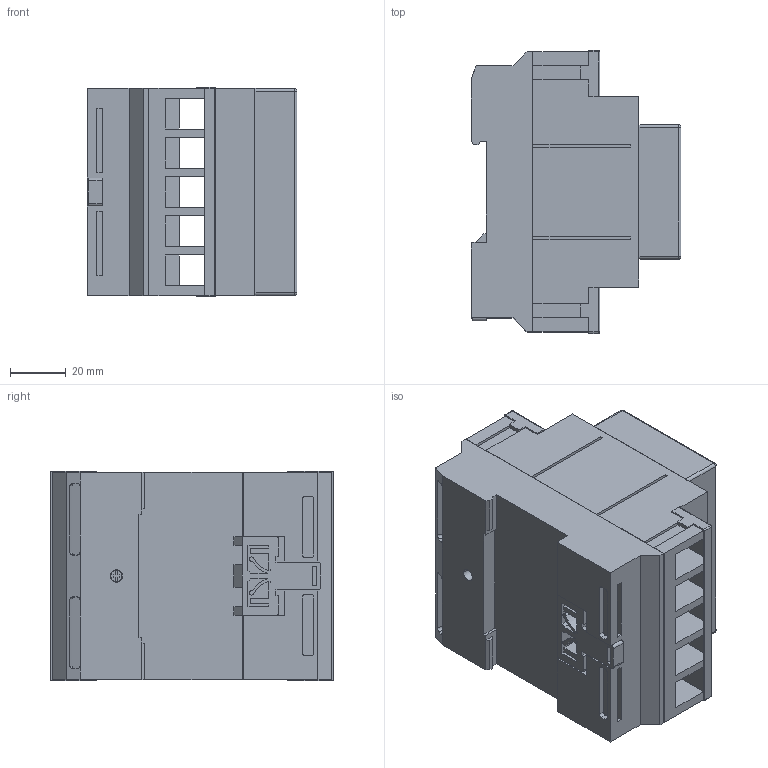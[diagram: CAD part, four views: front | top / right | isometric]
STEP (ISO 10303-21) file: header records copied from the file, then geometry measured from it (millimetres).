
FILE_DESCRIPTION (( 'STEP AP203' ), '1' );
FILE_NAME ('Òàéìåð ýëåêòðîííûé ÒÝ-02 EKF PROxima.STEP', '2016-11-25T12:09:49', ( '' ), ( '' ), 'SwSTEP 2.0', 'SolidWorks 2014', '' );
FILE_SCHEMA (( 'CONFIG_CONTROL_DESIGN' ));
Length unit declared in the file: millimetre
Products named in the file (7): 砯-02; çàìîê3; 嚦樏鋋; çàùèòíûé ýêðàí; øëÿïêà âèíòà(01); øëÿïêà âèíòà(00); Òàéìåð ýëåêòðîííûé ÒÝ-02 EKF PROxima
Assembly tree (16 placements, depth 2):
  Òàéìåð ýëåêòðîííûé ÒÝ-02 EKF PROxima
    砯-02
    çàìîê3
    嚦樏鋋  x2
    çàùèòíûé ýêðàí
    øëÿïêà âèíòà(01)
    øëÿïêà âèíòà(00)  x10
Bounding box: 75 x 101 x 75 mm (x, y, z)
Volume: 350577.8 mm3; surface area: 79833 mm2
Topology: 16 solids, 16 shells, 700 faces, 1865 edges, 1204 vertices
Faces by surface type: plane 578, cylinder 108, sphere 14
Entity records: 16718 total; most frequent: CARTESIAN_POINT 2777, ORIENTED_EDGE 2722, DIRECTION 2570, EDGE_CURVE 1361, VECTOR 1212, LINE 1212, VERTEX_POINT 882, AXIS2_PLACEMENT_3D 679
